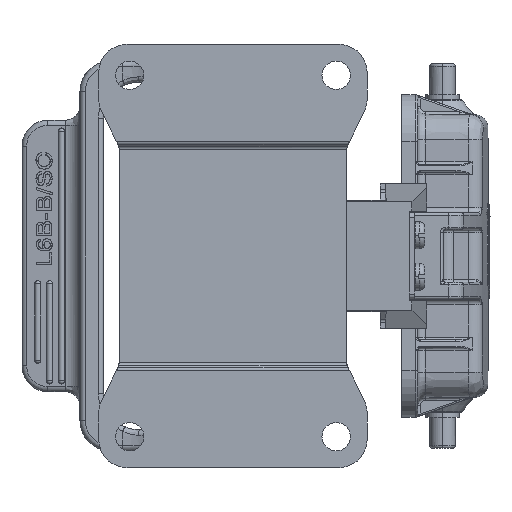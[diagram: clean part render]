
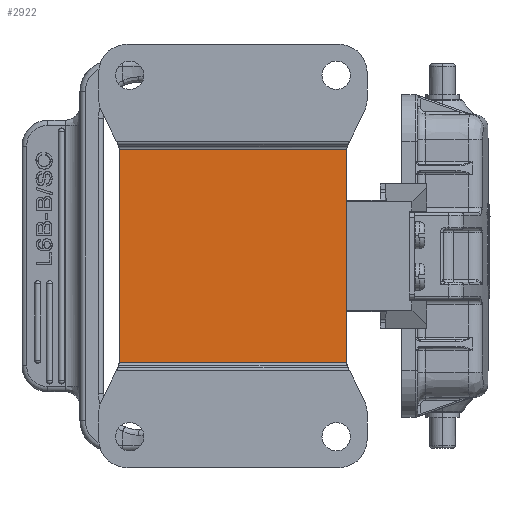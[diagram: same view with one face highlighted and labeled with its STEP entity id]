
A CAD part, front view. The second image highlights one B-rep face of the part: STEP entity #2922.
In plain terms, the highlighted planar face has unit normal (0, -1, 0).
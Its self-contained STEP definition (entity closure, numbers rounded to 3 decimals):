
#1839=PLANE('',#42058);
#2922=ADVANCED_FACE('',(#6308),#1839,.F.);
#6308=FACE_OUTER_BOUND('',#8631,.T.);
#8631=EDGE_LOOP('',(#19159,#19160,#19161,#19162,#19163,#19164,#19165,#19166));
#12748=LINE('',#66826,#15152);
#12749=LINE('',#66834,#15153);
#12750=LINE('',#66845,#15154);
#12751=LINE('',#66852,#15155);
#15152=VECTOR('',#46956,1.);
#15153=VECTOR('',#46959,1.);
#15154=VECTOR('',#46960,1.);
#15155=VECTOR('',#46961,1.);
#19159=ORIENTED_EDGE('',*,*,#34247,.F.);
#19160=ORIENTED_EDGE('',*,*,#34248,.F.);
#19161=ORIENTED_EDGE('',*,*,#34249,.T.);
#19162=ORIENTED_EDGE('',*,*,#34246,.T.);
#19163=ORIENTED_EDGE('',*,*,#34250,.F.);
#19164=ORIENTED_EDGE('',*,*,#34251,.F.);
#19165=ORIENTED_EDGE('',*,*,#34252,.T.);
#19166=ORIENTED_EDGE('',*,*,#34253,.T.);
#30002=VERTEX_POINT('',#66820);
#30003=VERTEX_POINT('',#66825);
#30004=VERTEX_POINT('',#66832);
#30005=VERTEX_POINT('',#66833);
#30006=VERTEX_POINT('',#66835);
#30007=VERTEX_POINT('',#66844);
#30008=VERTEX_POINT('',#66846);
#30009=VERTEX_POINT('',#66851);
#34246=EDGE_CURVE('',#30002,#30003,#12748,.T.);
#34247=EDGE_CURVE('',#30004,#30005,#39483,.T.);
#34248=EDGE_CURVE('',#30006,#30004,#12749,.T.);
#34249=EDGE_CURVE('',#30006,#30002,#39484,.T.);
#34250=EDGE_CURVE('',#30007,#30003,#39485,.T.);
#34251=EDGE_CURVE('',#30008,#30007,#12750,.T.);
#34252=EDGE_CURVE('',#30008,#30009,#39486,.T.);
#34253=EDGE_CURVE('',#30009,#30005,#12751,.T.);
#39483=B_SPLINE_CURVE_WITH_KNOTS('',3,(#66828,#66829,#66830,#66831),
 .UNSPECIFIED.,.F.,.F.,(4,4),(0.,1.),.UNSPECIFIED.);
#39484=B_SPLINE_CURVE_WITH_KNOTS('',3,(#66836,#66837,#66838,#66839),
 .UNSPECIFIED.,.F.,.F.,(4,4),(0.,1.),.UNSPECIFIED.);
#39485=B_SPLINE_CURVE_WITH_KNOTS('',3,(#66840,#66841,#66842,#66843),
 .UNSPECIFIED.,.F.,.F.,(4,4),(0.,1.),.UNSPECIFIED.);
#39486=B_SPLINE_CURVE_WITH_KNOTS('',3,(#66847,#66848,#66849,#66850),
 .UNSPECIFIED.,.F.,.F.,(4,4),(0.,1.),.UNSPECIFIED.);
#42058=AXIS2_PLACEMENT_3D('',#66853,#46962,#46963);
#46956=DIRECTION('',(1.,0.,0.));
#46959=DIRECTION('',(0.,0.,1.));
#46960=DIRECTION('',(0.,0.,-1.));
#46961=DIRECTION('',(-1.,0.,0.));
#46962=DIRECTION('',(0.,1.,0.));
#46963=DIRECTION('',(0.,0.,1.));
#66820=CARTESIAN_POINT('',(-22.009,-25.75,-20.572));
#66825=CARTESIAN_POINT('',(22.009,-25.75,-20.572));
#66826=CARTESIAN_POINT('',(-22.009,-25.75,-20.572));
#66828=CARTESIAN_POINT('',(-21.941,-25.75,19.749));
#66829=CARTESIAN_POINT('',(-21.941,-25.75,20.025));
#66830=CARTESIAN_POINT('',(-21.964,-25.75,20.3));
#66831=CARTESIAN_POINT('',(-22.009,-25.75,20.572));
#66832=CARTESIAN_POINT('',(-21.941,-25.75,19.749));
#66833=CARTESIAN_POINT('',(-22.009,-25.75,20.572));
#66834=CARTESIAN_POINT('',(-21.941,-25.75,-19.749));
#66835=CARTESIAN_POINT('',(-21.941,-25.75,-19.749));
#66836=CARTESIAN_POINT('',(-21.941,-25.75,-19.749));
#66837=CARTESIAN_POINT('',(-21.941,-25.75,-20.025));
#66838=CARTESIAN_POINT('',(-21.963,-25.75,-20.3));
#66839=CARTESIAN_POINT('',(-22.009,-25.75,-20.572));
#66840=CARTESIAN_POINT('',(21.941,-25.75,-19.749));
#66841=CARTESIAN_POINT('',(21.941,-25.75,-20.025));
#66842=CARTESIAN_POINT('',(21.964,-25.75,-20.3));
#66843=CARTESIAN_POINT('',(22.009,-25.75,-20.572));
#66844=CARTESIAN_POINT('',(21.941,-25.75,-19.749));
#66845=CARTESIAN_POINT('',(21.941,-25.75,19.749));
#66846=CARTESIAN_POINT('',(21.941,-25.75,19.749));
#66847=CARTESIAN_POINT('',(21.941,-25.75,19.749));
#66848=CARTESIAN_POINT('',(21.941,-25.75,20.025));
#66849=CARTESIAN_POINT('',(21.963,-25.75,20.3));
#66850=CARTESIAN_POINT('',(22.009,-25.75,20.572));
#66851=CARTESIAN_POINT('',(22.009,-25.75,20.572));
#66852=CARTESIAN_POINT('',(22.009,-25.75,20.572));
#66853=CARTESIAN_POINT('',(-47.,-25.75,20.904));
